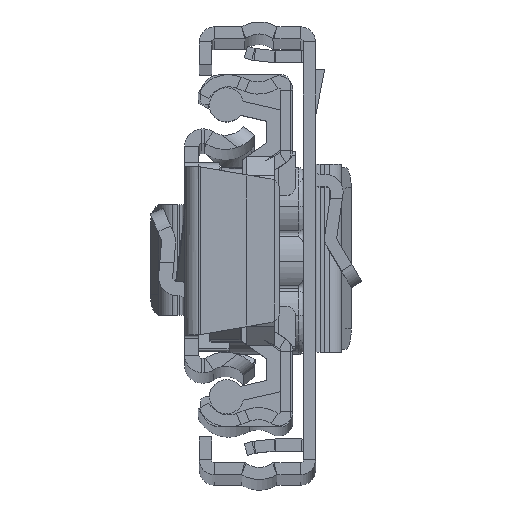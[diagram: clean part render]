
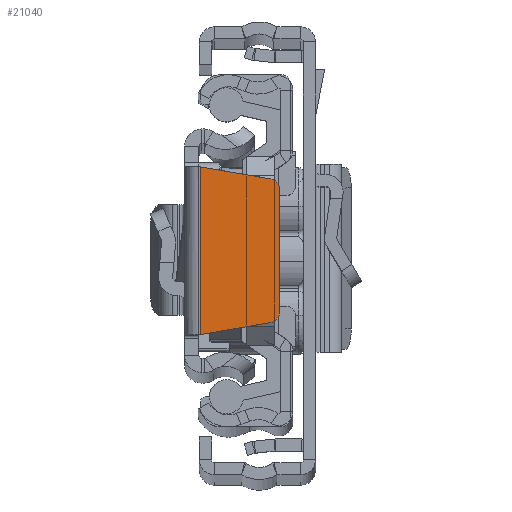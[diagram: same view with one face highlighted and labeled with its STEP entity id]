
A CAD part, top view. The second image highlights one B-rep face of the part: STEP entity #21040.
In plain terms, the highlighted planar face has unit normal (0, 0, 1).
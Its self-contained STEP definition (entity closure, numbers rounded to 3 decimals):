
#240 = VERTEX_POINT ( 'NONE', #13345 ) ;
#388 = EDGE_CURVE ( 'NONE', #240, #7442, #2496, .T. ) ;
#508 = ORIENTED_EDGE ( 'NONE', *, *, #14226, .T. ) ;
#625 = DIRECTION ( 'NONE',  ( 0.986, 0.168, 0. ) ) ;
#2496 = LINE ( 'NONE', #3926, #3899 ) ;
#3037 = LINE ( 'NONE', #9732, #15005 ) ;
#3052 = VECTOR ( 'NONE', #13745, 1000. ) ;
#3899 = VECTOR ( 'NONE', #625, 1000. ) ;
#3926 = CARTESIAN_POINT ( 'NONE',  ( 8.568, -7.142, 0. ) ) ;
#3999 = EDGE_CURVE ( 'NONE', #12359, #19986, #8622, .T. ) ;
#4826 = DIRECTION ( 'NONE',  ( 1., 0., 0. ) ) ;
#4913 = LINE ( 'NONE', #19613, #20012 ) ;
#5040 = CARTESIAN_POINT ( 'NONE',  ( 8.568, -7.142, 0. ) ) ;
#5306 = AXIS2_PLACEMENT_3D ( 'NONE', #14530, #21580, #13209 ) ;
#6462 = DIRECTION ( 'NONE',  ( 0., 0., 1. ) ) ;
#6780 = DIRECTION ( 'NONE',  ( 0., -1., 0. ) ) ;
#7092 = CARTESIAN_POINT ( 'NONE',  ( 8.4, 6.156, 0. ) ) ;
#7120 = CARTESIAN_POINT ( 'NONE',  ( 8.568, 7.142, 0. ) ) ;
#7169 = CARTESIAN_POINT ( 'NONE',  ( 9.4, 6.156, 0. ) ) ;
#7297 = PLANE ( 'NONE',  #19334 ) ;
#7442 = VERTEX_POINT ( 'NONE', #5040 ) ;
#7641 = ORIENTED_EDGE ( 'NONE', *, *, #7707, .T. ) ;
#7707 = EDGE_CURVE ( 'NONE', #14881, #18258, #4913, .T. ) ;
#7764 = EDGE_CURVE ( 'NONE', #7442, #14881, #13316, .T. ) ;
#8341 = EDGE_LOOP ( 'NONE', ( #508, #9020, #14904, #7641, #13263, #13673 ) ) ;
#8622 = LINE ( 'NONE', #20161, #3052 ) ;
#9020 = ORIENTED_EDGE ( 'NONE', *, *, #388, .T. ) ;
#9607 = DIRECTION ( 'NONE',  ( 0., 1., 0. ) ) ;
#9732 = CARTESIAN_POINT ( 'NONE',  ( 1.6, -8.333, 0. ) ) ;
#11457 = CIRCLE ( 'NONE', #14956, 1. ) ;
#12304 = CARTESIAN_POINT ( 'NONE',  ( 9.4, -6.156, 0. ) ) ;
#12359 = VERTEX_POINT ( 'NONE', #7120 ) ;
#12419 = CARTESIAN_POINT ( 'NONE',  ( 1.6, 8.333, 0. ) ) ;
#13209 = DIRECTION ( 'NONE',  ( 1., 0., 0. ) ) ;
#13263 = ORIENTED_EDGE ( 'NONE', *, *, #13803, .T. ) ;
#13316 = CIRCLE ( 'NONE', #5306, 1. ) ;
#13345 = CARTESIAN_POINT ( 'NONE',  ( 1.6, -8.333, 0. ) ) ;
#13673 = ORIENTED_EDGE ( 'NONE', *, *, #3999, .T. ) ;
#13742 = DIRECTION ( 'NONE',  ( 1., 0., 0. ) ) ;
#13745 = DIRECTION ( 'NONE',  ( -0.986, 0.168, 0. ) ) ;
#13803 = EDGE_CURVE ( 'NONE', #18258, #12359, #11457, .T. ) ;
#14226 = EDGE_CURVE ( 'NONE', #19986, #240, #3037, .T. ) ;
#14530 = CARTESIAN_POINT ( 'NONE',  ( 8.4, -6.156, 0. ) ) ;
#14881 = VERTEX_POINT ( 'NONE', #12304 ) ;
#14904 = ORIENTED_EDGE ( 'NONE', *, *, #7764, .T. ) ;
#14956 = AXIS2_PLACEMENT_3D ( 'NONE', #16434, #6462, #4826 ) ;
#15005 = VECTOR ( 'NONE', #6780, 1000. ) ;
#15610 = FACE_OUTER_BOUND ( 'NONE', #8341, .T. ) ;
#16434 = CARTESIAN_POINT ( 'NONE',  ( 8.4, 6.156, 0. ) ) ;
#16946 = DIRECTION ( 'NONE',  ( 0., 0., -1. ) ) ;
#18258 = VERTEX_POINT ( 'NONE', #7169 ) ;
#19334 = AXIS2_PLACEMENT_3D ( 'NONE', #7092, #16946, #13742 ) ;
#19613 = CARTESIAN_POINT ( 'NONE',  ( 9.4, 6.156, 0. ) ) ;
#19986 = VERTEX_POINT ( 'NONE', #12419 ) ;
#20012 = VECTOR ( 'NONE', #9607, 1000. ) ;
#20161 = CARTESIAN_POINT ( 'NONE',  ( 1.5, 8.35, 0. ) ) ;
#21040 = ADVANCED_FACE ( 'NONE', ( #15610 ), #7297, .F. ) ;
#21580 = DIRECTION ( 'NONE',  ( 0., 0., 1. ) ) ;
